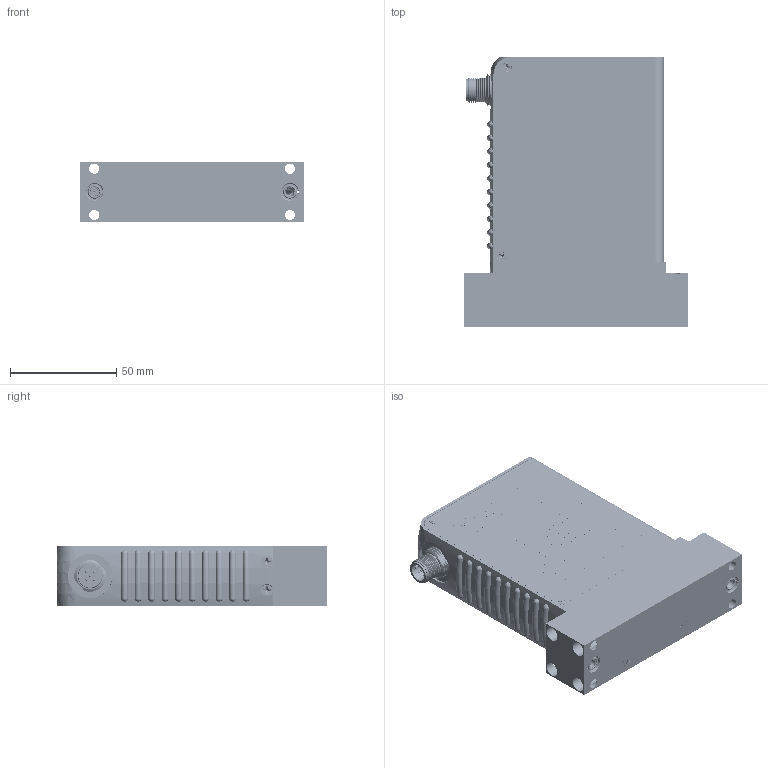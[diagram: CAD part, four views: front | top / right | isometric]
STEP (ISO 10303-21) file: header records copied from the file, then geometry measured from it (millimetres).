
FILE_DESCRIPTION (( 'STEP AP214' ), '1' );
FILE_NAME ('GP200-WSEAL-DNET.STEP', '2021-08-02T21:14:55', ( '' ), ( '' ), 'SwSTEP 2.0', 'SolidWorks 2020', '' );
FILE_SCHEMA (( 'AUTOMOTIVE_DESIGN' ));
Length unit declared in the file: inch
Products named in the file (1): GP200-WSEAL-DNET
Bounding box: 104.95 x 127 x 28.57 mm (x, y, z)
Volume: 118187.8 mm3; surface area: 80635.8 mm2
Topology: 27 solids, 28 shells, 8935 faces, 25005 edges, 16502 vertices
Faces by surface type: cylinder 4845, plane 3281, bspline 479, cone 268, torus 44, sphere 18
Entity records: 329016 total; most frequent: CARTESIAN_POINT 88259, DIRECTION 50212, ORIENTED_EDGE 49888, EDGE_CURVE 24944, AXIS2_PLACEMENT_3D 18417, VERTEX_POINT 16493, LINE 13378, VECTOR 13378
